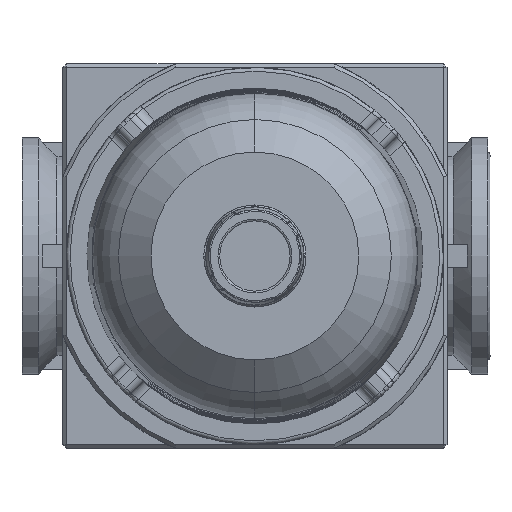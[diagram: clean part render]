
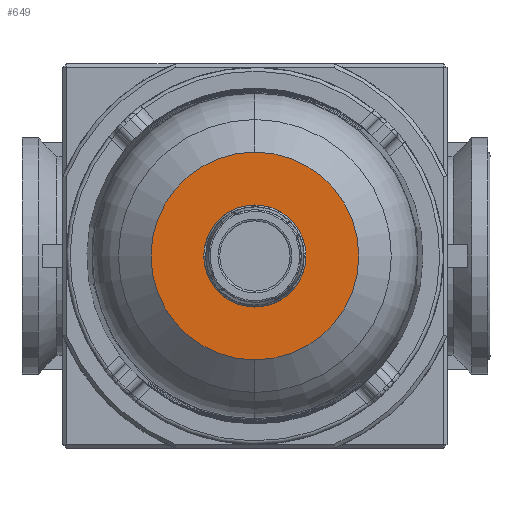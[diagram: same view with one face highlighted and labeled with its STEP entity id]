
A CAD part, front view. The second image highlights one B-rep face of the part: STEP entity #649.
In plain terms, the highlighted planar face has unit normal (0, -1, 0).
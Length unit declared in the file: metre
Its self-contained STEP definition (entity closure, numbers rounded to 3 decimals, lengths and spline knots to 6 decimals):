
#649=ADVANCED_FACE('29:1903',(#2555,#2556),#2557,.F.);
#2555=FACE_BOUND('',#8845,.T.);
#2556=FACE_OUTER_BOUND('',#8846,.T.);
#2557=PLANE('',#8847);
#8845=EDGE_LOOP('',(#14645,#14646));
#8846=EDGE_LOOP('',(#14647,#14648));
#8847=AXIS2_PLACEMENT_3D('',#14649,#14650,#14651);
#14645=ORIENTED_EDGE('',*,*,#21412,.T.);
#14646=ORIENTED_EDGE('',*,*,#21479,.T.);
#14647=ORIENTED_EDGE('',*,*,#22205,.F.);
#14648=ORIENTED_EDGE('',*,*,#20941,.F.);
#14649=CARTESIAN_POINT('',(0.01025,-0.1264,0.));
#14650=DIRECTION('',(0.0,1.0,0.0));
#14651=DIRECTION('',(0.0,0.0,1.0));
#20941=EDGE_CURVE('29:5272',#24712,#24709,#24714,.T.);
#21412=EDGE_CURVE('29:2125',#25581,#25578,#25582,.T.);
#21479=EDGE_CURVE('29:2125',#25578,#25581,#25696,.T.);
#22205=EDGE_CURVE('29:5272',#24709,#24712,#26745,.T.);
#24709=VERTEX_POINT('',#30630);
#24712=VERTEX_POINT('',#30634);
#24714=CIRCLE('',#30637,0.01405);
#25578=VERTEX_POINT('',#32896);
#25581=VERTEX_POINT('',#32900);
#25582=CIRCLE('',#32901,0.0062);
#25696=CIRCLE('',#33057,0.0062);
#26745=CIRCLE('',#36035,0.01405);
#30630=CARTESIAN_POINT('',(0.,-0.1264,0.01405));
#30634=CARTESIAN_POINT('',(0.,-0.1264,-0.01405));
#30637=AXIS2_PLACEMENT_3D('',#41060,#41061,#41062);
#32896=CARTESIAN_POINT('',(0.,-0.1264,0.0062));
#32900=CARTESIAN_POINT('',(0.,-0.1264,-0.0062));
#32901=AXIS2_PLACEMENT_3D('',#41810,#41811,#41812);
#33057=AXIS2_PLACEMENT_3D('',#41948,#41949,#41950);
#36035=AXIS2_PLACEMENT_3D('',#43099,#43100,#43101);
#41060=CARTESIAN_POINT('',(0.,-0.1264,0.));
#41061=DIRECTION('',(0.0,1.0,0.0));
#41062=DIRECTION('',(0.0,0.0,1.0));
#41810=CARTESIAN_POINT('',(0.,-0.1264,0.));
#41811=DIRECTION('',(0.0,1.0,0.0));
#41812=DIRECTION('',(0.0,0.0,1.0));
#41948=CARTESIAN_POINT('',(0.,-0.1264,0.));
#41949=DIRECTION('',(0.0,1.0,0.0));
#41950=DIRECTION('',(0.0,0.0,1.0));
#43099=CARTESIAN_POINT('',(0.,-0.1264,0.));
#43100=DIRECTION('',(0.0,1.0,0.0));
#43101=DIRECTION('',(0.0,0.0,1.0));
